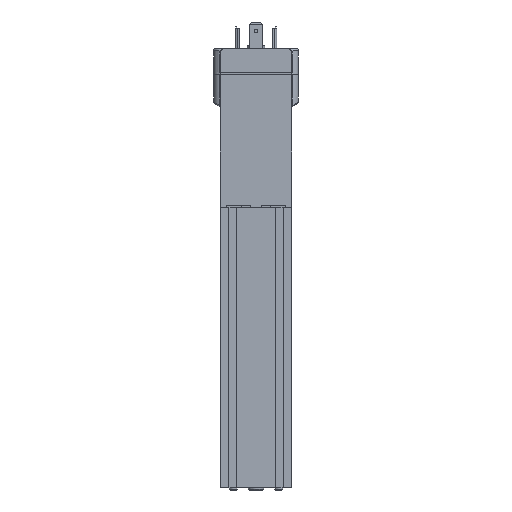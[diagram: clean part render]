
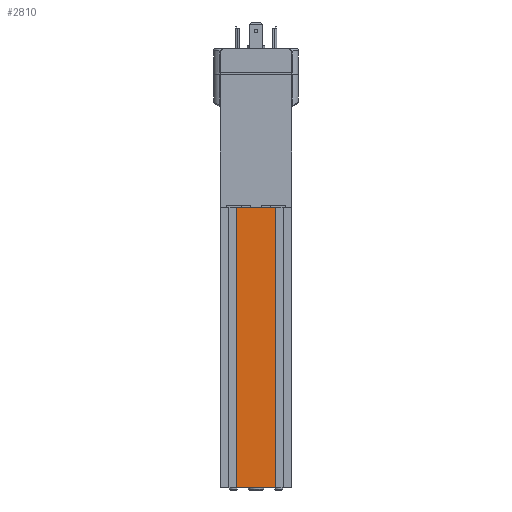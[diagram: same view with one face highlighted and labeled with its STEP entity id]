
A CAD part, front view. The second image highlights one B-rep face of the part: STEP entity #2810.
In plain terms, the highlighted planar face has unit normal (0, -1, 0).
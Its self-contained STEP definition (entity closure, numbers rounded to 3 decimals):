
#1337 = LINE ( 'NONE', #13635, #19186 ) ;
#1472 = ORIENTED_EDGE ( 'NONE', *, *, #5178, .T. ) ;
#1528 = DIRECTION ( 'NONE',  ( 0., 0., 1. ) ) ;
#1611 = AXIS2_PLACEMENT_3D ( 'NONE', #17646, #19053, #15850 ) ;
#2193 = VECTOR ( 'NONE', #12971, 1000. ) ;
#2810 = ADVANCED_FACE ( 'NONE', ( #3545 ), #9681, .T. ) ;
#3408 = DIRECTION ( 'NONE',  ( 1., 0., 0. ) ) ;
#3545 = FACE_OUTER_BOUND ( 'NONE', #5601, .T. ) ;
#3912 = VERTEX_POINT ( 'NONE', #6969 ) ;
#4474 = VECTOR ( 'NONE', #3408, 1000. ) ;
#4760 = ORIENTED_EDGE ( 'NONE', *, *, #7477, .F. ) ;
#5066 = CARTESIAN_POINT ( 'NONE',  ( 9., 0., 0. ) ) ;
#5178 = EDGE_CURVE ( 'NONE', #16568, #15332, #1337, .T. ) ;
#5601 = EDGE_LOOP ( 'NONE', ( #5961, #4760, #8987, #1472 ) ) ;
#5961 = ORIENTED_EDGE ( 'NONE', *, *, #9039, .F. ) ;
#6969 = CARTESIAN_POINT ( 'NONE',  ( -9., 0., -129.5 ) ) ;
#7261 = VERTEX_POINT ( 'NONE', #11834 ) ;
#7477 = EDGE_CURVE ( 'NONE', #3912, #7261, #16000, .T. ) ;
#8628 = CARTESIAN_POINT ( 'NONE',  ( 9., 0., 0. ) ) ;
#8987 = ORIENTED_EDGE ( 'NONE', *, *, #12200, .T. ) ;
#9039 = EDGE_CURVE ( 'NONE', #7261, #15332, #12325, .T. ) ;
#9681 = PLANE ( 'NONE',  #1611 ) ;
#10035 = CARTESIAN_POINT ( 'NONE',  ( -9., 0., -129.5 ) ) ;
#11210 = DIRECTION ( 'NONE',  ( 1., 0., 0. ) ) ;
#11834 = CARTESIAN_POINT ( 'NONE',  ( -9., 0., 0. ) ) ;
#12168 = CARTESIAN_POINT ( 'NONE',  ( 9., 0., -129.5 ) ) ;
#12200 = EDGE_CURVE ( 'NONE', #3912, #16568, #14507, .T. ) ;
#12325 = LINE ( 'NONE', #5066, #16049 ) ;
#12971 = DIRECTION ( 'NONE',  ( 0., 0., 1. ) ) ;
#13635 = CARTESIAN_POINT ( 'NONE',  ( 9., 0., -129.5 ) ) ;
#14507 = LINE ( 'NONE', #18732, #4474 ) ;
#15332 = VERTEX_POINT ( 'NONE', #8628 ) ;
#15850 = DIRECTION ( 'NONE',  ( 0., 0., -1. ) ) ;
#16000 = LINE ( 'NONE', #10035, #2193 ) ;
#16049 = VECTOR ( 'NONE', #11210, 1000. ) ;
#16568 = VERTEX_POINT ( 'NONE', #12168 ) ;
#17646 = CARTESIAN_POINT ( 'NONE',  ( 9., 0., -129.5 ) ) ;
#18732 = CARTESIAN_POINT ( 'NONE',  ( 9., 0., -129.5 ) ) ;
#19053 = DIRECTION ( 'NONE',  ( 0., -1., 0. ) ) ;
#19186 = VECTOR ( 'NONE', #1528, 1000. ) ;
